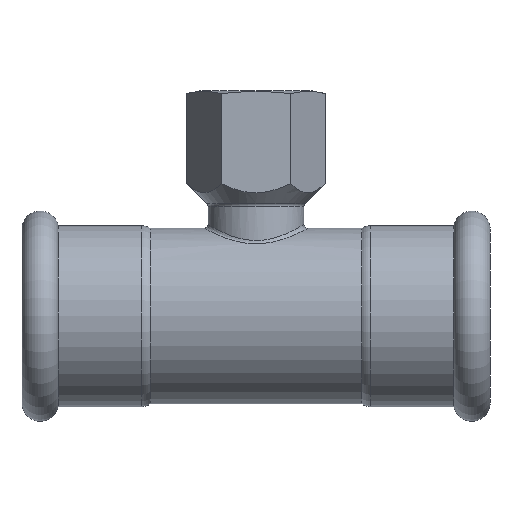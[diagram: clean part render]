
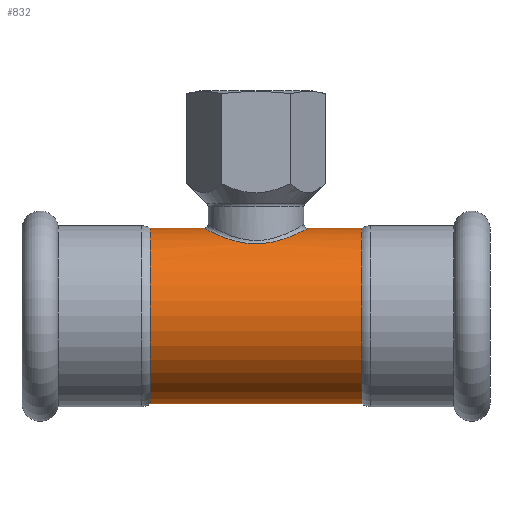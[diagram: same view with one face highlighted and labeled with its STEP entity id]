
A CAD part, front view. The second image highlights one B-rep face of the part: STEP entity #832.
In plain terms, the highlighted cylindrical face has radius 22 mm (diameter 44 mm), a full revolution.
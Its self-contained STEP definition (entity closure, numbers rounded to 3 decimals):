
#20=B_SPLINE_CURVE_WITH_KNOTS('',3,(#1769,#1770,#1771,#1772,#1773,#1774,
#1775,#1776,#1777,#1778,#1779,#1780,#1781,#1782,#1783,#1784,#1785,#1786,
#1787),.UNSPECIFIED.,.T.,.F.,(4,1,1,1,1,1,1,1,1,1,1,1,1,1,1,1,4),(-7.414,
-6.884,-6.355,-5.649,-5.472,
-5.296,-4.943,-4.236,-3.883,
-3.53,-3.177,-2.471,-2.118,
-1.589,-1.059,-0.53,0.),
 .UNSPECIFIED.);
#43=FACE_BOUND('',#191,.T.);
#72=LINE('',#1799,#100);
#100=VECTOR('',#1189,22.);
#116=CYLINDRICAL_SURFACE('',#949,22.);
#148=FACE_OUTER_BOUND('',#190,.T.);
#190=EDGE_LOOP('',(#691,#692,#693,#694,#695,#696,#697,#698));
#191=EDGE_LOOP('',(#699));
#263=CIRCLE('',#950,22.);
#264=CIRCLE('',#951,22.);
#265=CIRCLE('',#952,22.);
#266=CIRCLE('',#953,22.);
#267=CIRCLE('',#954,22.);
#268=CIRCLE('',#955,22.);
#361=VERTEX_POINT('',#1742);
#365=VERTEX_POINT('',#1793);
#366=VERTEX_POINT('',#1794);
#367=VERTEX_POINT('',#1796);
#368=VERTEX_POINT('',#1798);
#369=VERTEX_POINT('',#1800);
#370=VERTEX_POINT('',#1802);
#484=EDGE_CURVE('',#361,#361,#20,.T.);
#487=EDGE_CURVE('',#365,#366,#263,.T.);
#488=EDGE_CURVE('',#367,#365,#264,.T.);
#489=EDGE_CURVE('',#367,#368,#72,.T.);
#490=EDGE_CURVE('',#368,#369,#265,.T.);
#491=EDGE_CURVE('',#369,#370,#266,.T.);
#492=EDGE_CURVE('',#370,#368,#267,.T.);
#493=EDGE_CURVE('',#366,#367,#268,.T.);
#691=ORIENTED_EDGE('',*,*,#487,.F.);
#692=ORIENTED_EDGE('',*,*,#488,.F.);
#693=ORIENTED_EDGE('',*,*,#489,.T.);
#694=ORIENTED_EDGE('',*,*,#490,.T.);
#695=ORIENTED_EDGE('',*,*,#491,.T.);
#696=ORIENTED_EDGE('',*,*,#492,.T.);
#697=ORIENTED_EDGE('',*,*,#489,.F.);
#698=ORIENTED_EDGE('',*,*,#493,.F.);
#699=ORIENTED_EDGE('',*,*,#484,.F.);
#832=ADVANCED_FACE('',(#148,#43),#116,.T.);
#949=AXIS2_PLACEMENT_3D('',#1792,#1183,#1184);
#950=AXIS2_PLACEMENT_3D('',#1795,#1185,#1186);
#951=AXIS2_PLACEMENT_3D('',#1797,#1187,#1188);
#952=AXIS2_PLACEMENT_3D('',#1801,#1190,#1191);
#953=AXIS2_PLACEMENT_3D('',#1803,#1192,#1193);
#954=AXIS2_PLACEMENT_3D('',#1804,#1194,#1195);
#955=AXIS2_PLACEMENT_3D('',#1805,#1196,#1197);
#1183=DIRECTION('center_axis',(1.,0.,0.));
#1184=DIRECTION('ref_axis',(0.,1.,0.));
#1185=DIRECTION('center_axis',(1.,0.,0.));
#1186=DIRECTION('ref_axis',(0.,1.,0.));
#1187=DIRECTION('center_axis',(1.,0.,0.));
#1188=DIRECTION('ref_axis',(0.,1.,0.));
#1189=DIRECTION('',(-1.,0.,0.));
#1190=DIRECTION('center_axis',(1.,0.,0.));
#1191=DIRECTION('ref_axis',(0.,1.,0.));
#1192=DIRECTION('center_axis',(1.,0.,0.));
#1193=DIRECTION('ref_axis',(0.,1.,0.));
#1194=DIRECTION('center_axis',(1.,0.,0.));
#1195=DIRECTION('ref_axis',(0.,1.,0.));
#1196=DIRECTION('center_axis',(1.,0.,0.));
#1197=DIRECTION('ref_axis',(0.,1.,0.));
#1742=CARTESIAN_POINT('',(0.,12.435,18.149));
#1769=CARTESIAN_POINT('Ctrl Pts',(0.,12.435,
18.149));
#1770=CARTESIAN_POINT('Ctrl Pts',(-1.991,12.435,18.149));
#1771=CARTESIAN_POINT('Ctrl Pts',(-5.926,11.52,18.802));
#1772=CARTESIAN_POINT('Ctrl Pts',(-10.949,7.689,20.864));
#1773=CARTESIAN_POINT('Ctrl Pts',(-13.02,2.884,22.016));
#1774=CARTESIAN_POINT('Ctrl Pts',(-13.011,-0.958,22.006));
#1775=CARTESIAN_POINT('Ctrl Pts',(-12.61,-3.464,21.788));
#1776=CARTESIAN_POINT('Ctrl Pts',(-10.879,-7.555,20.889));
#1777=CARTESIAN_POINT('Ctrl Pts',(-7.051,-10.949,19.149));
#1778=CARTESIAN_POINT('Ctrl Pts',(-2.028,-12.482,18.118));
#1779=CARTESIAN_POINT('Ctrl Pts',(2.028,-12.482,18.116));
#1780=CARTESIAN_POINT('Ctrl Pts',(7.052,-10.949,19.153));
#1781=CARTESIAN_POINT('Ctrl Pts',(10.877,-7.553,20.882));
#1782=CARTESIAN_POINT('Ctrl Pts',(13.11,-2.301,22.055));
#1783=CARTESIAN_POINT('Ctrl Pts',(13.106,2.961,22.054));
#1784=CARTESIAN_POINT('Ctrl Pts',(10.438,8.062,20.647));
#1785=CARTESIAN_POINT('Ctrl Pts',(5.931,11.526,18.808));
#1786=CARTESIAN_POINT('Ctrl Pts',(1.991,12.435,18.149));
#1787=CARTESIAN_POINT('Ctrl Pts',(0.,12.435,
18.149));
#1792=CARTESIAN_POINT('Origin',(22.1,0.,0.));
#1793=CARTESIAN_POINT('',(26.55,22.,0.));
#1794=CARTESIAN_POINT('',(26.55,0.,22.));
#1795=CARTESIAN_POINT('Origin',(26.55,0.,0.));
#1796=CARTESIAN_POINT('',(26.55,-22.,0.));
#1797=CARTESIAN_POINT('Origin',(26.55,0.,0.));
#1798=CARTESIAN_POINT('',(-26.55,-22.,0.));
#1799=CARTESIAN_POINT('',(22.1,-22.,0.));
#1800=CARTESIAN_POINT('',(-26.55,22.,0.));
#1801=CARTESIAN_POINT('Origin',(-26.55,0.,0.));
#1802=CARTESIAN_POINT('',(-26.55,0.,22.));
#1803=CARTESIAN_POINT('Origin',(-26.55,0.,0.));
#1804=CARTESIAN_POINT('Origin',(-26.55,0.,0.));
#1805=CARTESIAN_POINT('Origin',(26.55,0.,0.));
